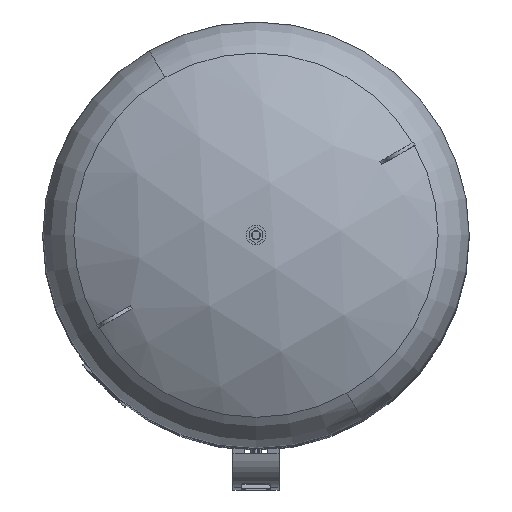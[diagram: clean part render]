
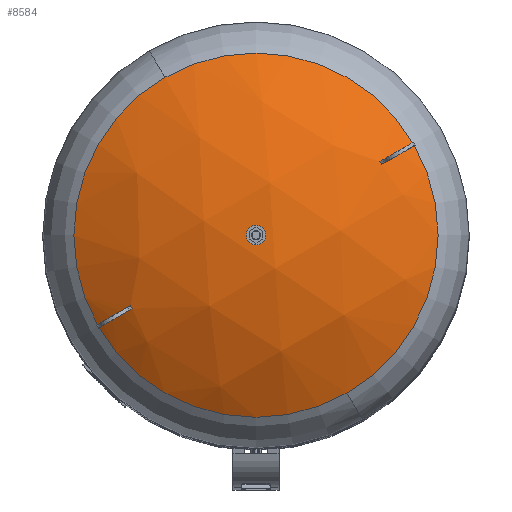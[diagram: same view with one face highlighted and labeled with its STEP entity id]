
A CAD part, top view. The second image highlights one B-rep face of the part: STEP entity #8584.
In plain terms, the highlighted spherical face has radius 594 mm.
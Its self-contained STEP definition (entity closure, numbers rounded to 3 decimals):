
#7953=CARTESIAN_POINT('',(157.966,-273.604,2482.014));
#7954=VERTEX_POINT('',#7953);
#7970=CARTESIAN_POINT('',(-157.966,273.604,2482.014));
#7971=VERTEX_POINT('',#7970);
#7979=CARTESIAN_POINT('',(273.604,157.966,2482.014));
#7980=VERTEX_POINT('',#7979);
#7981=CARTESIAN_POINT('',(0.,0.,2482.014));
#7982=DIRECTION('',(0.,0.,-1.0));
#7983=DIRECTION('',(0.866,0.5,0.));
#7984=AXIS2_PLACEMENT_3D('',#7981,#7982,#7983);
#7985=CIRCLE('',#7984,315.931);
#7986=EDGE_CURVE('',#7971,#7980,#7985,.T.);
#7988=CARTESIAN_POINT('',(0.,0.,2482.014));
#7989=DIRECTION('',(0.,0.,-1.0));
#7990=DIRECTION('',(0.866,0.5,0.));
#7991=AXIS2_PLACEMENT_3D('',#7988,#7989,#7990);
#7992=CIRCLE('',#7991,315.931);
#7993=EDGE_CURVE('',#7980,#7954,#7992,.T.);
#8129=CARTESIAN_POINT('',(215.033,127.613,2517.806));
#8130=VERTEX_POINT('',#8129);
#8131=CARTESIAN_POINT('',(264.377,156.102,2487.501));
#8132=VERTEX_POINT('',#8131);
#8133=CARTESIAN_POINT('',(-1.5,2.598,1979.0));
#8134=DIRECTION('',(-0.5,0.866,0.0));
#8135=DIRECTION('',(0.0,0.0,1.0));
#8136=AXIS2_PLACEMENT_3D('',#8133,#8134,#8135);
#8137=CIRCLE('',#8136,593.992);
#8138=EDGE_CURVE('',#8130,#8132,#8137,.T.);
#8181=CARTESIAN_POINT('',(218.033,122.417,2517.806));
#8182=VERTEX_POINT('',#8181);
#8183=CARTESIAN_POINT('',(81.042,46.79,1953.075));
#8184=DIRECTION('',(-0.835,-0.482,0.267));
#8185=DIRECTION('',(-0.231,-0.133,-0.964));
#8186=AXIS2_PLACEMENT_3D('',#8183,#8184,#8185);
#8187=CIRCLE('',#8186,586.009);
#8188=EDGE_CURVE('',#8182,#8130,#8187,.T.);
#8252=CARTESIAN_POINT('',(267.377,150.906,2487.501));
#8253=VERTEX_POINT('',#8252);
#8254=CARTESIAN_POINT('',(133.621,77.146,1936.255));
#8255=DIRECTION('',(0.835,0.482,-0.267));
#8256=DIRECTION('',(0.231,0.133,0.964));
#8257=AXIS2_PLACEMENT_3D('',#8254,#8255,#8256);
#8258=CIRCLE('',#8257,572.016);
#8259=EDGE_CURVE('',#8132,#8253,#8258,.T.);
#8323=CARTESIAN_POINT('',(1.5,-2.598,1979.0));
#8324=DIRECTION('',(0.5,-0.866,0.0));
#8325=DIRECTION('',(0.0,0.0,-1.0));
#8326=AXIS2_PLACEMENT_3D('',#8323,#8324,#8325);
#8327=CIRCLE('',#8326,593.992);
#8328=EDGE_CURVE('',#8253,#8182,#8327,.T.);
#8345=CARTESIAN_POINT('',(-215.033,-127.613,2517.806));
#8346=VERTEX_POINT('',#8345);
#8347=CARTESIAN_POINT('',(-264.377,-156.102,2487.501));
#8348=VERTEX_POINT('',#8347);
#8349=CARTESIAN_POINT('',(1.5,-2.598,1979.0));
#8350=DIRECTION('',(0.5,-0.866,0.0));
#8351=DIRECTION('',(0.0,0.0,-1.0));
#8352=AXIS2_PLACEMENT_3D('',#8349,#8350,#8351);
#8353=CIRCLE('',#8352,593.992);
#8354=EDGE_CURVE('',#8346,#8348,#8353,.T.);
#8397=CARTESIAN_POINT('',(-218.033,-122.417,2517.806));
#8398=VERTEX_POINT('',#8397);
#8399=CARTESIAN_POINT('',(-81.042,-46.79,1953.075));
#8400=DIRECTION('',(0.835,0.482,0.267));
#8401=DIRECTION('',(-0.231,-0.133,0.964));
#8402=AXIS2_PLACEMENT_3D('',#8399,#8400,#8401);
#8403=CIRCLE('',#8402,586.009);
#8404=EDGE_CURVE('',#8398,#8346,#8403,.T.);
#8468=CARTESIAN_POINT('',(-267.377,-150.906,2487.501));
#8469=VERTEX_POINT('',#8468);
#8470=CARTESIAN_POINT('',(-133.621,-77.146,1936.255));
#8471=DIRECTION('',(-0.835,-0.482,-0.267));
#8472=DIRECTION('',(0.231,0.133,-0.964));
#8473=AXIS2_PLACEMENT_3D('',#8470,#8471,#8472);
#8474=CIRCLE('',#8473,572.016);
#8475=EDGE_CURVE('',#8348,#8469,#8474,.T.);
#8539=CARTESIAN_POINT('',(-1.5,2.598,1979.0));
#8540=DIRECTION('',(-0.5,0.866,0.0));
#8541=DIRECTION('',(0.0,0.0,1.0));
#8542=AXIS2_PLACEMENT_3D('',#8539,#8540,#8541);
#8543=CIRCLE('',#8542,593.992);
#8544=EDGE_CURVE('',#8469,#8398,#8543,.T.);
#8556=CARTESIAN_POINT('',(0.,0.,1979.0));
#8557=DIRECTION('',(0.5,-0.866,0.));
#8558=DIRECTION('',(-0.866,-0.5,0.));
#8559=AXIS2_PLACEMENT_3D('',#8556,#8557,#8558);
#8560=SPHERICAL_SURFACE('',#8559,594.0);
#8561=ORIENTED_EDGE('',*,*,#8188,.T.);
#8562=ORIENTED_EDGE('',*,*,#8138,.T.);
#8563=ORIENTED_EDGE('',*,*,#8259,.T.);
#8564=ORIENTED_EDGE('',*,*,#8328,.T.);
#8565=EDGE_LOOP('',(#8561,#8562,#8563,#8564));
#8566=FACE_OUTER_BOUND('',#8565,.T.);
#8567=ORIENTED_EDGE('',*,*,#8404,.T.);
#8568=ORIENTED_EDGE('',*,*,#8354,.T.);
#8569=ORIENTED_EDGE('',*,*,#8475,.T.);
#8570=ORIENTED_EDGE('',*,*,#8544,.T.);
#8571=EDGE_LOOP('',(#8567,#8568,#8569,#8570));
#8572=FACE_BOUND('',#8571,.T.);
#8573=ORIENTED_EDGE('',*,*,#7993,.F.);
#8574=ORIENTED_EDGE('',*,*,#7986,.F.);
#8575=CARTESIAN_POINT('',(0.,0.,2482.014));
#8576=DIRECTION('',(0.,0.,-1.0));
#8577=DIRECTION('',(0.866,0.5,0.));
#8578=AXIS2_PLACEMENT_3D('',#8575,#8576,#8577);
#8579=CIRCLE('',#8578,315.931);
#8580=EDGE_CURVE('',#7954,#7971,#8579,.T.);
#8581=ORIENTED_EDGE('',*,*,#8580,.F.);
#8582=EDGE_LOOP('',(#8573,#8574,#8581));
#8583=FACE_BOUND('',#8582,.T.);
#8584=ADVANCED_FACE('',(#8566,#8572,#8583),#8560,.T.);
